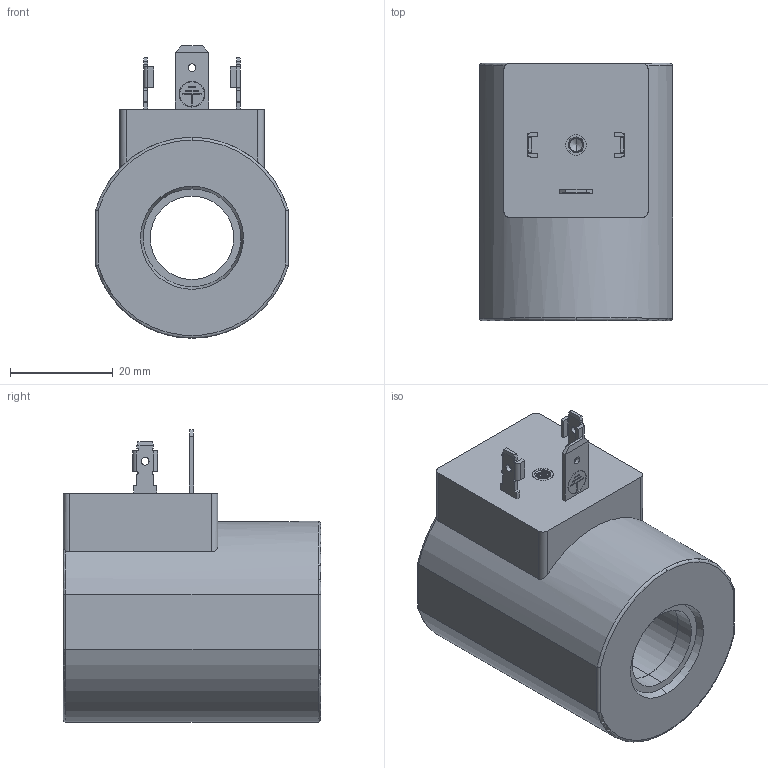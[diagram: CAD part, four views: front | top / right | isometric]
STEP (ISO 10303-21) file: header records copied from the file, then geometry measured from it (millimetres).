
FILE_DESCRIPTION (( 'STEP AP203' ), '1' );
FILE_NAME ('EC16B260H.STEP', '2021-05-06T08:12:30', ( '' ), ( '' ), 'SwSTEP 2.0', 'SolidWorks 2018', '' );
FILE_SCHEMA (( 'CONFIG_CONTROL_DESIGN' ));
Length unit declared in the file: millimetre
Products named in the file (1): EC16B260H
Bounding box: 37.5 x 50 x 56.8 mm (x, y, z)
Volume: 54767.3 mm3; surface area: 12014.7 mm2
Topology: 1 solids, 1 shells, 179 faces, 451 edges, 286 vertices
Faces by surface type: plane 94, cylinder 68, cone 8, torus 6, bspline 3
Entity records: 6841 total; most frequent: CARTESIAN_POINT 2552, ORIENTED_EDGE 898, DIRECTION 843, EDGE_CURVE 449, VERTEX_POINT 286, VECTOR 283, LINE 283, AXIS2_PLACEMENT_3D 280
